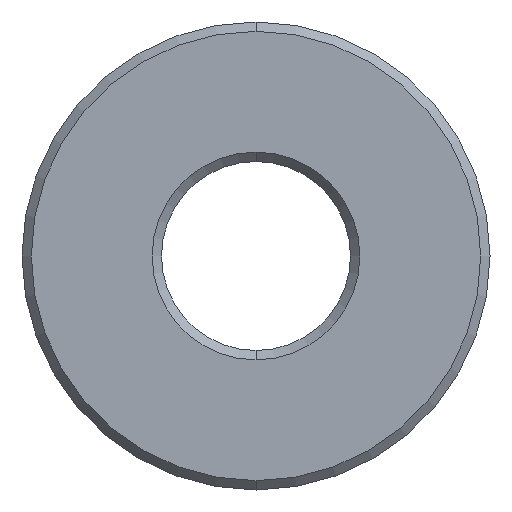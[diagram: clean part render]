
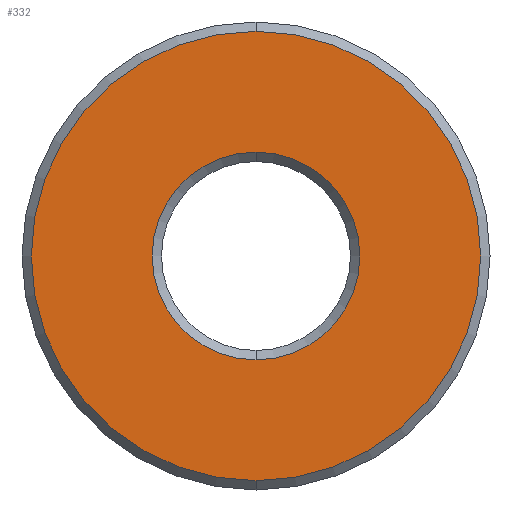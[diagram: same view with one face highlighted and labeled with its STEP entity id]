
A CAD part, front view. The second image highlights one B-rep face of the part: STEP entity #332.
In plain terms, the highlighted planar face has unit normal (0, -1, 0).
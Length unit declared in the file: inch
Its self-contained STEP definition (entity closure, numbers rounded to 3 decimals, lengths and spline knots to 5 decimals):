
#2 = CIRCLE ( 'NONE', #277, 0.1925 ) ;
#3 = EDGE_LOOP ( 'NONE', ( #292, #404 ) ) ;
#4 = VERTEX_POINT ( 'NONE', #312 ) ;
#18 = DIRECTION ( 'NONE',  ( 0., -1., 0. ) ) ;
#20 = CARTESIAN_POINT ( 'NONE',  ( 0., -0.0745, 0. ) ) ;
#28 = AXIS2_PLACEMENT_3D ( 'NONE', #146, #341, #216 ) ;
#34 = CIRCLE ( 'NONE', #28, 0.089 ) ;
#37 = VERTEX_POINT ( 'NONE', #249 ) ;
#45 = CARTESIAN_POINT ( 'NONE',  ( 0., -0.0745, 0. ) ) ;
#46 = FACE_OUTER_BOUND ( 'NONE', #3, .T. ) ;
#51 = ORIENTED_EDGE ( 'NONE', *, *, #366, .T. ) ;
#56 = CARTESIAN_POINT ( 'NONE',  ( 0., -0.0745, 0. ) ) ;
#83 = CARTESIAN_POINT ( 'NONE',  ( 0., -0.0745, 0.089 ) ) ;
#88 = EDGE_LOOP ( 'NONE', ( #182, #51 ) ) ;
#110 = DIRECTION ( 'NONE',  ( 0., 0., -1. ) ) ;
#112 = EDGE_CURVE ( 'NONE', #343, #4, #2, .T. ) ;
#146 = CARTESIAN_POINT ( 'NONE',  ( 0., -0.0745, 0. ) ) ;
#170 = AXIS2_PLACEMENT_3D ( 'NONE', #45, #214, #110 ) ;
#182 = ORIENTED_EDGE ( 'NONE', *, *, #299, .T. ) ;
#195 = AXIS2_PLACEMENT_3D ( 'NONE', #209, #18, #305 ) ;
#209 = CARTESIAN_POINT ( 'NONE',  ( 0., -0.0745, 0. ) ) ;
#214 = DIRECTION ( 'NONE',  ( 0., 1., 0. ) ) ;
#216 = DIRECTION ( 'NONE',  ( 0., 0., -1. ) ) ;
#227 = DIRECTION ( 'NONE',  ( 0., -1., 0. ) ) ;
#247 = DIRECTION ( 'NONE',  ( 0., -1., 0. ) ) ;
#249 = CARTESIAN_POINT ( 'NONE',  ( 0., -0.0745, -0.089 ) ) ;
#276 = CARTESIAN_POINT ( 'NONE',  ( 0., -0.0745, 0.1925 ) ) ;
#277 = AXIS2_PLACEMENT_3D ( 'NONE', #56, #227, #324 ) ;
#286 = CIRCLE ( 'NONE', #345, 0.1925 ) ;
#287 = FACE_BOUND ( 'NONE', #88, .T. ) ;
#292 = ORIENTED_EDGE ( 'NONE', *, *, #112, .T. ) ;
#294 = CIRCLE ( 'NONE', #170, 0.089 ) ;
#299 = EDGE_CURVE ( 'NONE', #37, #351, #294, .T. ) ;
#305 = DIRECTION ( 'NONE',  ( 0., 0., -1. ) ) ;
#312 = CARTESIAN_POINT ( 'NONE',  ( 0., -0.0745, -0.1925 ) ) ;
#313 = DIRECTION ( 'NONE',  ( 0., 0., -1. ) ) ;
#324 = DIRECTION ( 'NONE',  ( 0., 0., -1. ) ) ;
#332 = ADVANCED_FACE ( 'NONE', ( #46, #287 ), #410, .T. ) ;
#341 = DIRECTION ( 'NONE',  ( 0., 1., 0. ) ) ;
#343 = VERTEX_POINT ( 'NONE', #276 ) ;
#345 = AXIS2_PLACEMENT_3D ( 'NONE', #20, #247, #313 ) ;
#351 = VERTEX_POINT ( 'NONE', #83 ) ;
#366 = EDGE_CURVE ( 'NONE', #351, #37, #34, .T. ) ;
#401 = EDGE_CURVE ( 'NONE', #4, #343, #286, .T. ) ;
#404 = ORIENTED_EDGE ( 'NONE', *, *, #401, .T. ) ;
#410 = PLANE ( 'NONE',  #195 ) ;
